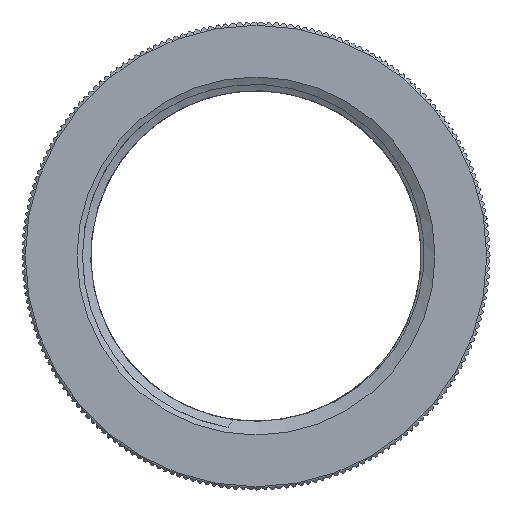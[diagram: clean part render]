
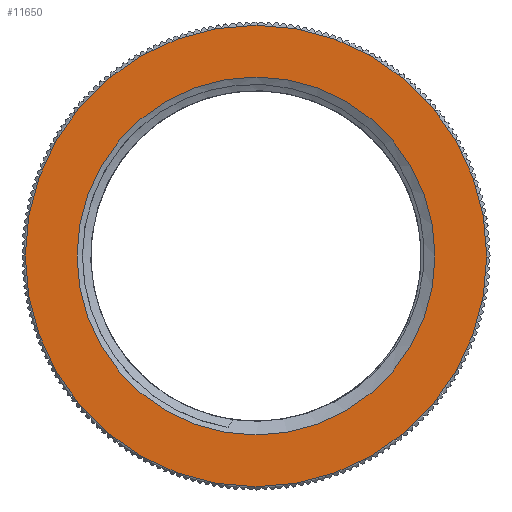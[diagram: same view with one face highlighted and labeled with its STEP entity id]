
A CAD part, left-side view. The second image highlights one B-rep face of the part: STEP entity #11650.
In plain terms, the highlighted planar face has unit normal (-1, 0, 0).
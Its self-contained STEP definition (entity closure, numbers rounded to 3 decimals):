
#1826=PLANE('',#13488);
#1835=FACE_BOUND('',#3078,.T.);
#2452=FACE_OUTER_BOUND('',#3077,.T.);
#3077=EDGE_LOOP('',(#10422));
#3078=EDGE_LOOP('',(#10423));
#3087=CIRCLE('',#11666,16.486);
#4299=CIRCLE('',#13486,21.255);
#4319=VERTEX_POINT('',#17791);
#5536=VERTEX_POINT('',#23617);
#5542=EDGE_CURVE('',#4319,#4319,#3087,.T.);
#7367=EDGE_CURVE('',#5536,#5536,#4299,.T.);
#10422=ORIENTED_EDGE('',*,*,#7367,.F.);
#10423=ORIENTED_EDGE('',*,*,#5542,.T.);
#11650=ADVANCED_FACE('',(#2452,#1835),#1826,.T.);
#11666=AXIS2_PLACEMENT_3D('',#17792,#13503,#13504);
#13486=AXIS2_PLACEMENT_3D('',#23618,#17743,#17744);
#13488=AXIS2_PLACEMENT_3D('',#23620,#17747,#17748);
#13503=DIRECTION('center_axis',(1.,0.,0.));
#13504=DIRECTION('ref_axis',(0.,1.,0.));
#17743=DIRECTION('center_axis',(1.,0.,0.));
#17744=DIRECTION('ref_axis',(0.,0.,-1.));
#17747=DIRECTION('center_axis',(-1.,0.,0.));
#17748=DIRECTION('ref_axis',(0.,0.,1.));
#17791=CARTESIAN_POINT('',(-11.5,16.486,0.));
#17792=CARTESIAN_POINT('Origin',(-11.5,0.,0.));
#23617=CARTESIAN_POINT('',(-11.5,21.255,0.));
#23618=CARTESIAN_POINT('Origin',(-11.5,0.,0.));
#23620=CARTESIAN_POINT('Origin',(-11.5,21.255,0.));
